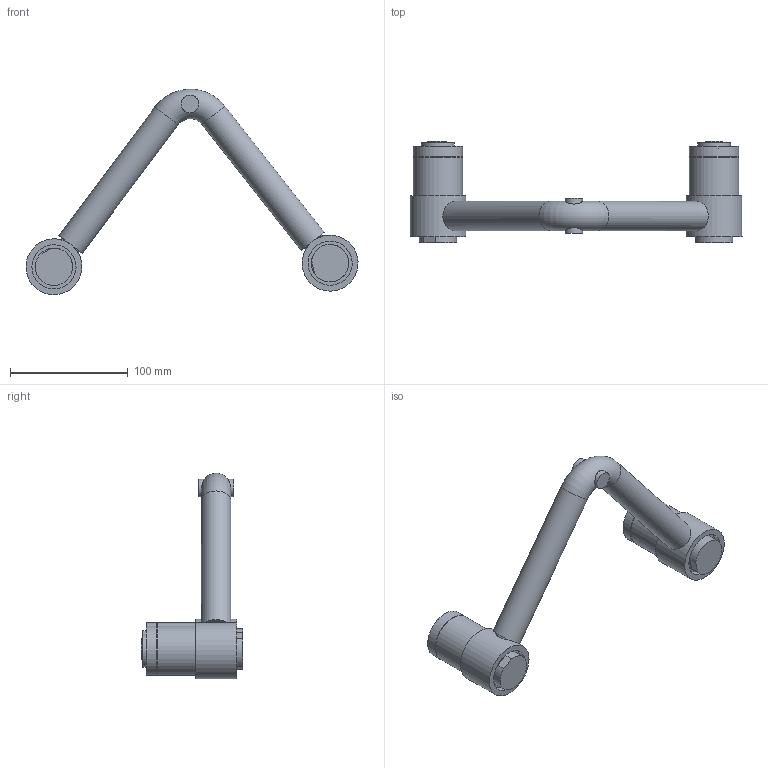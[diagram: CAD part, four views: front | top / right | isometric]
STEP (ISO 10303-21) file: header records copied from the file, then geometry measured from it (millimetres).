
FILE_DESCRIPTION(/* description */ (''),/* implementation_level */ '2;1');
FILE_NAME(/* name */ 'bogie_right_v3.step',/* time_stamp */ '2020-08-07T16:01:28+06:00',/* author */ (''),/* organization */ (''),/* preprocessor_version */ 'ST-DEVELOPER v18.1',/* originating_system */ 'Autodesk Translation Framework v9.3.0.1241',/* authorisation */ '');
FILE_SCHEMA (('AUTOMOTIVE_DESIGN { 1 0 10303 214 3 1 1 }'));
Length unit declared in the file: millimetre
Products named in the file (10): sim_comp; New Assembly; Pipe Rocker Bogie; Pipe Bogie; Wheel Assembly; Motor; Wheel Assembly_1; Motor_1; Wheel Connector; New Bogie
Assembly tree (10 placements, depth 6):
  sim_comp
    New Assembly
      Pipe Rocker Bogie
        Pipe Bogie
          Wheel Assembly
            Motor
            Wheel Connector
          Wheel Assembly_1
            Motor_1
            Wheel Connector
          New Bogie
Bounding box: 282 x 86 x 174.54 mm (x, y, z)
Volume: 326434 mm3; surface area: 95555.8 mm2
Topology: 5 solids, 5 shells, 121 faces, 277 edges, 178 vertices
Faces by surface type: plane 58, cylinder 41, cone 14, torus 8
Full cylindrical faces by diameter (mm): 1.5 x6, 3.3 x8, 15 x3, 19 x4, 25 x2, 28 x2, 31.7 x2, 37.5 x4, 42 x4, 47.5 x2
Entity records: 3789 total; most frequent: CARTESIAN_POINT 808, DIRECTION 668, ORIENTED_EDGE 520, AXIS2_PLACEMENT_3D 282, EDGE_CURVE 260, VERTEX_POINT 172, EDGE_LOOP 148, CIRCLE 147
